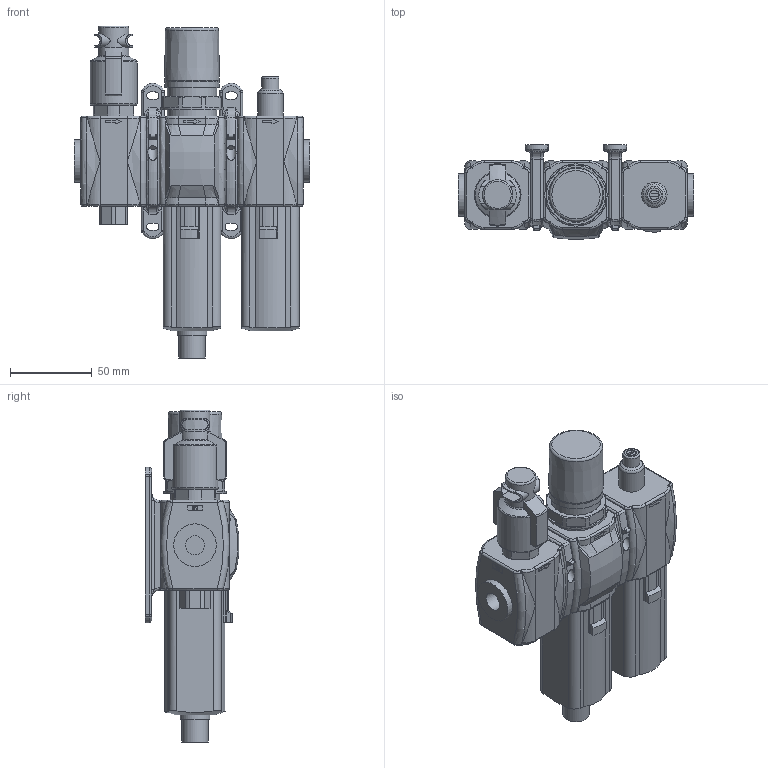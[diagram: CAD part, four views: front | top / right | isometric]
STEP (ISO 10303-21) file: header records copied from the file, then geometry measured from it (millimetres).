
FILE_DESCRIPTION(/* description */ ('Unknown'),/* implementation_level */ '2;1');
FILE_NAME(/* name */ 'GN171BVH@',/* time_stamp */ '2018-09-19T12:50:19-04:00',/* author */ ('Unknown'),/* organization */ ('Unknown'),/* preprocessor_version */ 'ST-DEVELOPER v16.7',/* originating_system */ 'DEX',/* authorisation */ $);
FILE_SCHEMA (('AUTOMOTIVE_DESIGN {1 0 10303 214 3 1 1}'));
Length unit declared in the file: millimetre
Products named in the file (5): GN171BVH; #171BVL; T171Y; #171BEM##; #171BL
Assembly tree (5 placements, depth 2):
  GN171BVH
    #171BVL
    T171Y  x2
    #171BEM##
    #171BL
Bounding box: 143.6 x 57.32 x 202.6 mm (x, y, z)
Volume: 577476.7 mm3; surface area: 94983.3 mm2
Topology: 6 solids, 7 shells, 859 faces, 2118 edges, 1335 vertices
Faces by surface type: plane 385, cylinder 263, bspline 113, torus 72, cone 18, sphere 8
Full cylindrical faces by diameter (mm): 4 x1, 5.6 x1, 6 x3, 10.5 x1, 11.445 x7, 11.5 x1, 15.5 x1, 16 x1, 18 x1, 18.5 x1, 26 x8, 28.5 x1, 30 x2, 31 x1, 33 x1, 38 x1
Entity records: 30279 total; most frequent: CARTESIAN_POINT 7520, ORIENTED_EDGE 3770, DIRECTION 3330, EDGE_CURVE 1885, VERTEX_POINT 1227, AXIS2_PLACEMENT_3D 1153, LINE 1024, VECTOR 1024
